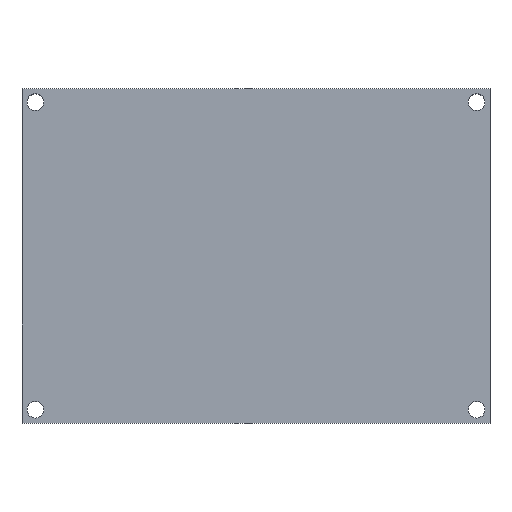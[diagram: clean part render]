
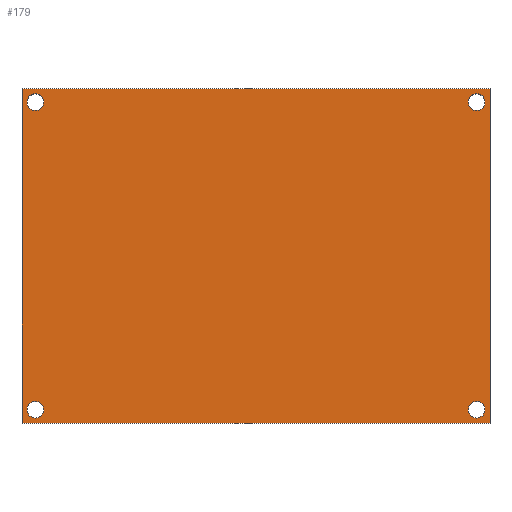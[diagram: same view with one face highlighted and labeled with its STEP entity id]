
A CAD part, top view. The second image highlights one B-rep face of the part: STEP entity #179.
In plain terms, the highlighted planar face has unit normal (0, 0, 1).
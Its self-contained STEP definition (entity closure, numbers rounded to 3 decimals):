
#10 = EDGE_CURVE ( 'NONE', #292, #500, #146, .T. ) ;
#13 = DIRECTION ( 'NONE',  ( -1., 0., 0. ) ) ;
#15 = CIRCLE ( 'NONE', #41, 1.25 ) ;
#16 = ORIENTED_EDGE ( 'NONE', *, *, #519, .T. ) ;
#17 = CARTESIAN_POINT ( 'NONE',  ( -35., 25., 10. ) ) ;
#20 = AXIS2_PLACEMENT_3D ( 'NONE', #435, #72, #232 ) ;
#26 = EDGE_CURVE ( 'NONE', #290, #487, #155, .T. ) ;
#38 = CARTESIAN_POINT ( 'NONE',  ( 0., 0., 10. ) ) ;
#41 = AXIS2_PLACEMENT_3D ( 'NONE', #176, #97, #259 ) ;
#43 = DIRECTION ( 'NONE',  ( 0., 0., 1. ) ) ;
#45 = ORIENTED_EDGE ( 'NONE', *, *, #284, .F. ) ;
#46 = EDGE_CURVE ( 'NONE', #285, #59, #118, .T. ) ;
#52 = VECTOR ( 'NONE', #479, 1000. ) ;
#53 = ORIENTED_EDGE ( 'NONE', *, *, #216, .F. ) ;
#56 = ORIENTED_EDGE ( 'NONE', *, *, #266, .T. ) ;
#59 = VERTEX_POINT ( 'NONE', #111 ) ;
#67 = AXIS2_PLACEMENT_3D ( 'NONE', #393, #149, #240 ) ;
#70 = DIRECTION ( 'NONE',  ( 0., -1., 0. ) ) ;
#72 = DIRECTION ( 'NONE',  ( 0., 0., 1. ) ) ;
#86 = ORIENTED_EDGE ( 'NONE', *, *, #377, .F. ) ;
#87 = CIRCLE ( 'NONE', #202, 1.25 ) ;
#92 = LINE ( 'NONE', #170, #132 ) ;
#93 = DIRECTION ( 'NONE',  ( 0., 0., 1. ) ) ;
#97 = DIRECTION ( 'NONE',  ( 0., 0., 1. ) ) ;
#107 = EDGE_CURVE ( 'NONE', #283, #109, #297, .T. ) ;
#109 = VERTEX_POINT ( 'NONE', #158 ) ;
#111 = CARTESIAN_POINT ( 'NONE',  ( -35., -25., 10. ) ) ;
#117 = CARTESIAN_POINT ( 'NONE',  ( 34.25, 23., 10. ) ) ;
#118 = LINE ( 'NONE', #346, #319 ) ;
#125 = EDGE_LOOP ( 'NONE', ( #438, #418 ) ) ;
#130 = FACE_BOUND ( 'NONE', #125, .T. ) ;
#132 = VECTOR ( 'NONE', #482, 1000. ) ;
#140 = VERTEX_POINT ( 'NONE', #399 ) ;
#146 = CIRCLE ( 'NONE', #324, 1.25 ) ;
#149 = DIRECTION ( 'NONE',  ( 0., 0., 1. ) ) ;
#151 = CARTESIAN_POINT ( 'NONE',  ( 35., 25., 10. ) ) ;
#155 = LINE ( 'NONE', #151, #52 ) ;
#158 = CARTESIAN_POINT ( 'NONE',  ( 31.75, -23., 10. ) ) ;
#161 = VERTEX_POINT ( 'NONE', #492 ) ;
#163 = DIRECTION ( 'NONE',  ( 1., 0., 0. ) ) ;
#170 = CARTESIAN_POINT ( 'NONE',  ( -35., 25., 10. ) ) ;
#176 = CARTESIAN_POINT ( 'NONE',  ( 33., 23., 10. ) ) ;
#179 = ADVANCED_FACE ( 'NONE', ( #403, #291, #130, #401, #244 ), #444, .T. ) ;
#180 = DIRECTION ( 'NONE',  ( 0., 0., 1. ) ) ;
#184 = EDGE_CURVE ( 'NONE', #385, #161, #518, .T. ) ;
#185 = AXIS2_PLACEMENT_3D ( 'NONE', #254, #180, #341 ) ;
#197 = CARTESIAN_POINT ( 'NONE',  ( -33., -23., 10. ) ) ;
#201 = CARTESIAN_POINT ( 'NONE',  ( -33., 23., 10. ) ) ;
#202 = AXIS2_PLACEMENT_3D ( 'NONE', #307, #302, #427 ) ;
#216 = EDGE_CURVE ( 'NONE', #500, #292, #395, .T. ) ;
#219 = CIRCLE ( 'NONE', #185, 1.25 ) ;
#222 = DIRECTION ( 'NONE',  ( 1., 0., 0. ) ) ;
#232 = DIRECTION ( 'NONE',  ( -1., 0., 0. ) ) ;
#238 = AXIS2_PLACEMENT_3D ( 'NONE', #201, #93, #163 ) ;
#240 = DIRECTION ( 'NONE',  ( 1., 0., 0. ) ) ;
#244 = FACE_OUTER_BOUND ( 'NONE', #485, .T. ) ;
#247 = CARTESIAN_POINT ( 'NONE',  ( -33., -23., 10. ) ) ;
#250 = AXIS2_PLACEMENT_3D ( 'NONE', #247, #43, #13 ) ;
#254 = CARTESIAN_POINT ( 'NONE',  ( -33., 23., 10. ) ) ;
#259 = DIRECTION ( 'NONE',  ( -1., 0., 0. ) ) ;
#261 = EDGE_CURVE ( 'NONE', #526, #140, #15, .T. ) ;
#266 = EDGE_CURVE ( 'NONE', #59, #290, #505, .T. ) ;
#281 = DIRECTION ( 'NONE',  ( 0., 0., 1. ) ) ;
#283 = VERTEX_POINT ( 'NONE', #382 ) ;
#284 = EDGE_CURVE ( 'NONE', #161, #385, #219, .T. ) ;
#285 = VERTEX_POINT ( 'NONE', #17 ) ;
#290 = VERTEX_POINT ( 'NONE', #390 ) ;
#291 = FACE_BOUND ( 'NONE', #337, .T. ) ;
#292 = VERTEX_POINT ( 'NONE', #352 ) ;
#297 = CIRCLE ( 'NONE', #67, 1.25 ) ;
#302 = DIRECTION ( 'NONE',  ( 0., 0., 1. ) ) ;
#305 = DIRECTION ( 'NONE',  ( -1., 0., 0. ) ) ;
#307 = CARTESIAN_POINT ( 'NONE',  ( 33., -23., 10. ) ) ;
#310 = VECTOR ( 'NONE', #222, 1000. ) ;
#317 = ORIENTED_EDGE ( 'NONE', *, *, #26, .T. ) ;
#319 = VECTOR ( 'NONE', #70, 1000. ) ;
#324 = AXIS2_PLACEMENT_3D ( 'NONE', #197, #281, #305 ) ;
#326 = EDGE_LOOP ( 'NONE', ( #533, #45 ) ) ;
#330 = AXIS2_PLACEMENT_3D ( 'NONE', #38, #447, #451 ) ;
#337 = EDGE_LOOP ( 'NONE', ( #360, #86 ) ) ;
#341 = DIRECTION ( 'NONE',  ( 1., 0., 0. ) ) ;
#346 = CARTESIAN_POINT ( 'NONE',  ( -35., 25., 10. ) ) ;
#352 = CARTESIAN_POINT ( 'NONE',  ( -31.75, -23., 10. ) ) ;
#360 = ORIENTED_EDGE ( 'NONE', *, *, #107, .F. ) ;
#377 = EDGE_CURVE ( 'NONE', #109, #283, #87, .T. ) ;
#382 = CARTESIAN_POINT ( 'NONE',  ( 34.25, -23., 10. ) ) ;
#385 = VERTEX_POINT ( 'NONE', #392 ) ;
#390 = CARTESIAN_POINT ( 'NONE',  ( 35., -25., 10. ) ) ;
#392 = CARTESIAN_POINT ( 'NONE',  ( -31.75, 23., 10. ) ) ;
#393 = CARTESIAN_POINT ( 'NONE',  ( 33., -23., 10. ) ) ;
#395 = CIRCLE ( 'NONE', #250, 1.25 ) ;
#399 = CARTESIAN_POINT ( 'NONE',  ( 31.75, 23., 10. ) ) ;
#401 = FACE_BOUND ( 'NONE', #326, .T. ) ;
#403 = FACE_BOUND ( 'NONE', #496, .T. ) ;
#408 = CARTESIAN_POINT ( 'NONE',  ( -34.25, -23., 10. ) ) ;
#418 = ORIENTED_EDGE ( 'NONE', *, *, #443, .F. ) ;
#427 = DIRECTION ( 'NONE',  ( 1., 0., 0. ) ) ;
#435 = CARTESIAN_POINT ( 'NONE',  ( 33., 23., 10. ) ) ;
#438 = ORIENTED_EDGE ( 'NONE', *, *, #261, .F. ) ;
#443 = EDGE_CURVE ( 'NONE', #140, #526, #471, .T. ) ;
#444 = PLANE ( 'NONE',  #330 ) ;
#447 = DIRECTION ( 'NONE',  ( 0., 0., 1. ) ) ;
#451 = DIRECTION ( 'NONE',  ( 1., 0., 0. ) ) ;
#460 = CARTESIAN_POINT ( 'NONE',  ( -35., -25., 10. ) ) ;
#471 = CIRCLE ( 'NONE', #20, 1.25 ) ;
#475 = ORIENTED_EDGE ( 'NONE', *, *, #46, .T. ) ;
#479 = DIRECTION ( 'NONE',  ( 0., 1., 0. ) ) ;
#481 = ORIENTED_EDGE ( 'NONE', *, *, #10, .F. ) ;
#482 = DIRECTION ( 'NONE',  ( -1., 0., 0. ) ) ;
#485 = EDGE_LOOP ( 'NONE', ( #317, #16, #475, #56 ) ) ;
#487 = VERTEX_POINT ( 'NONE', #527 ) ;
#492 = CARTESIAN_POINT ( 'NONE',  ( -34.25, 23., 10. ) ) ;
#496 = EDGE_LOOP ( 'NONE', ( #481, #53 ) ) ;
#500 = VERTEX_POINT ( 'NONE', #408 ) ;
#505 = LINE ( 'NONE', #460, #310 ) ;
#518 = CIRCLE ( 'NONE', #238, 1.25 ) ;
#519 = EDGE_CURVE ( 'NONE', #487, #285, #92, .T. ) ;
#526 = VERTEX_POINT ( 'NONE', #117 ) ;
#527 = CARTESIAN_POINT ( 'NONE',  ( 35., 25., 10. ) ) ;
#533 = ORIENTED_EDGE ( 'NONE', *, *, #184, .F. ) ;
